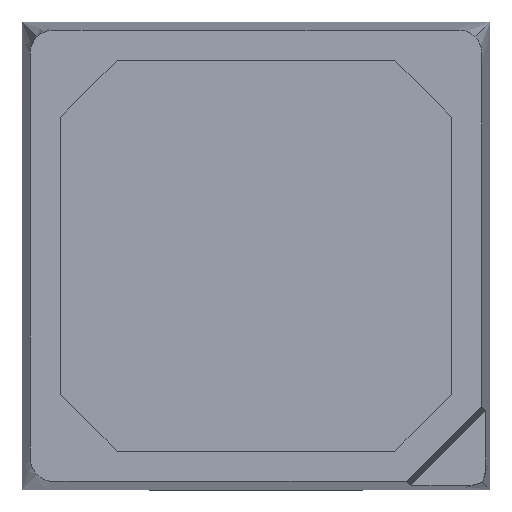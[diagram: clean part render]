
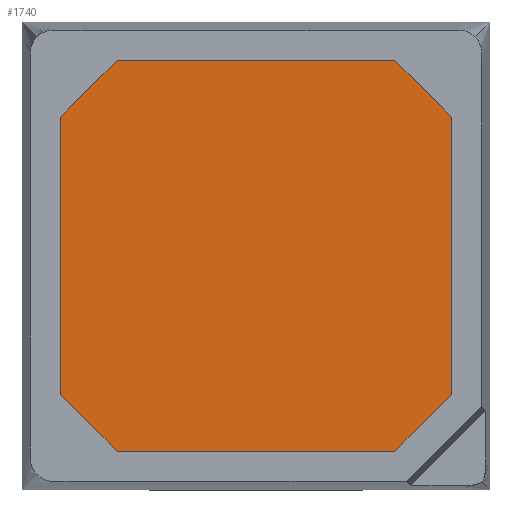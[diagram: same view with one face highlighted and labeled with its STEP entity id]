
A CAD part, top view. The second image highlights one B-rep face of the part: STEP entity #1740.
In plain terms, the highlighted planar face has unit normal (0, 0, 1).
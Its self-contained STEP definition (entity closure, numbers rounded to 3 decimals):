
#141=FACE_OUTER_BOUND('',#244,.T.);
#244=EDGE_LOOP('',(#1397,#1398,#1399,#1400,#1401,#1402,#1403,#1404));
#391=LINE('',#2857,#594);
#393=LINE('',#2883,#596);
#396=LINE('',#2889,#599);
#398=LINE('',#2915,#601);
#401=LINE('',#2921,#604);
#404=LINE('',#2948,#607);
#407=LINE('',#2954,#610);
#408=LINE('',#2977,#611);
#594=VECTOR('',#2133,10.);
#596=VECTOR('',#2135,10.);
#599=VECTOR('',#2140,10.);
#601=VECTOR('',#2142,10.);
#604=VECTOR('',#2147,10.);
#607=VECTOR('',#2150,10.);
#610=VECTOR('',#2155,10.);
#611=VECTOR('',#2156,10.);
#792=VERTEX_POINT('',#2854);
#793=VERTEX_POINT('',#2856);
#795=VERTEX_POINT('',#2882);
#797=VERTEX_POINT('',#2888);
#799=VERTEX_POINT('',#2914);
#801=VERTEX_POINT('',#2920);
#803=VERTEX_POINT('',#2946);
#805=VERTEX_POINT('',#2952);
#997=EDGE_CURVE('',#792,#793,#391,.T.);
#1000=EDGE_CURVE('',#793,#795,#393,.T.);
#1003=EDGE_CURVE('',#797,#795,#396,.T.);
#1006=EDGE_CURVE('',#799,#797,#398,.T.);
#1009=EDGE_CURVE('',#799,#801,#401,.T.);
#1013=EDGE_CURVE('',#792,#803,#404,.T.);
#1016=EDGE_CURVE('',#803,#805,#407,.T.);
#1018=EDGE_CURVE('',#801,#805,#408,.T.);
#1397=ORIENTED_EDGE('',*,*,#1009,.F.);
#1398=ORIENTED_EDGE('',*,*,#1006,.T.);
#1399=ORIENTED_EDGE('',*,*,#1003,.T.);
#1400=ORIENTED_EDGE('',*,*,#1000,.F.);
#1401=ORIENTED_EDGE('',*,*,#997,.F.);
#1402=ORIENTED_EDGE('',*,*,#1013,.T.);
#1403=ORIENTED_EDGE('',*,*,#1016,.T.);
#1404=ORIENTED_EDGE('',*,*,#1018,.F.);
#1647=PLANE('',#1860);
#1740=ADVANCED_FACE('',(#141),#1647,.T.);
#1860=AXIS2_PLACEMENT_3D('',#2978,#2157,#2158);
#2133=DIRECTION('',(1.,0.,0.));
#2135=DIRECTION('',(0.708,-0.706,0.));
#2140=DIRECTION('',(0.,1.,0.));
#2142=DIRECTION('',(0.708,0.706,0.));
#2147=DIRECTION('',(-1.,0.,0.));
#2150=DIRECTION('',(-0.708,-0.706,0.));
#2155=DIRECTION('',(0.,-1.,0.));
#2156=DIRECTION('',(-0.708,0.706,0.));
#2157=DIRECTION('center_axis',(0.,0.,1.));
#2158=DIRECTION('ref_axis',(1.,0.,0.));
#2854=CARTESIAN_POINT('',(-0.653,0.919,0.524));
#2856=CARTESIAN_POINT('',(0.653,0.919,0.524));
#2857=CARTESIAN_POINT('',(0.,0.919,0.524));
#2882=CARTESIAN_POINT('',(0.92,0.652,0.524));
#2883=CARTESIAN_POINT('',(0.653,0.919,0.524));
#2888=CARTESIAN_POINT('',(0.92,-0.652,0.524));
#2889=CARTESIAN_POINT('',(0.92,-0.652,0.524));
#2914=CARTESIAN_POINT('',(0.653,-0.919,0.524));
#2915=CARTESIAN_POINT('',(0.653,-0.919,0.524));
#2920=CARTESIAN_POINT('',(-0.653,-0.919,0.524));
#2921=CARTESIAN_POINT('',(0.,-0.919,0.524));
#2946=CARTESIAN_POINT('',(-0.92,0.652,0.524));
#2948=CARTESIAN_POINT('',(-0.653,0.919,0.524));
#2952=CARTESIAN_POINT('',(-0.92,-0.652,0.524));
#2954=CARTESIAN_POINT('',(-0.92,0.652,0.524));
#2977=CARTESIAN_POINT('',(-0.653,-0.919,0.524));
#2978=CARTESIAN_POINT('Origin',(0.,0.,0.524));
